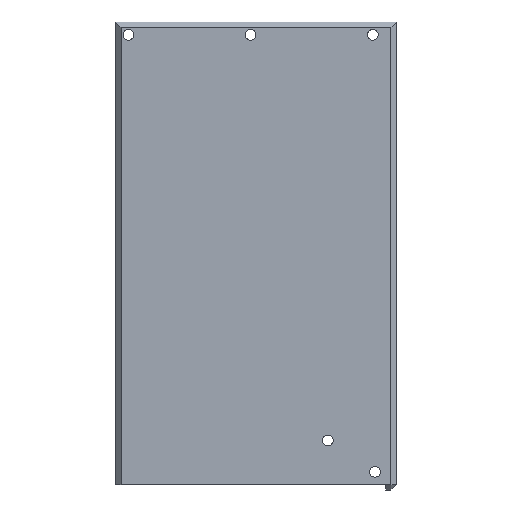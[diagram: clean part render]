
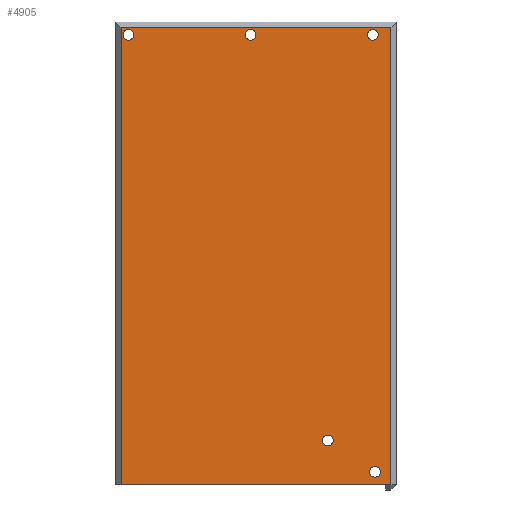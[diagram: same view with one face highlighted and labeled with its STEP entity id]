
A CAD part, front view. The second image highlights one B-rep face of the part: STEP entity #4905.
In plain terms, the highlighted planar face has unit normal (0, -1, 0).
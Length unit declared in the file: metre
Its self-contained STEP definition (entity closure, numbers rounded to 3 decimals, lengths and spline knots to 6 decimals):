
#12=CIRCLE('',#5175,0.002);
#28=CIRCLE('',#5200,0.002);
#29=CIRCLE('',#5201,0.002);
#30=CIRCLE('',#5202,0.002);
#31=CIRCLE('',#5203,0.002);
#556=ORIENTED_EDGE('',*,*,#1828,.F.);
#557=ORIENTED_EDGE('',*,*,#1830,.T.);
#558=ORIENTED_EDGE('',*,*,#1873,.T.);
#559=ORIENTED_EDGE('',*,*,#1874,.T.);
#560=ORIENTED_EDGE('',*,*,#1875,.T.);
#561=ORIENTED_EDGE('',*,*,#1876,.T.);
#562=ORIENTED_EDGE('',*,*,#1877,.F.);
#563=ORIENTED_EDGE('',*,*,#1878,.F.);
#564=ORIENTED_EDGE('',*,*,#1879,.F.);
#565=ORIENTED_EDGE('',*,*,#1880,.F.);
#1828=EDGE_CURVE('',#2453,#2453,#12,.T.);
#1830=EDGE_CURVE('',#2455,#2456,#2989,.T.);
#1873=EDGE_CURVE('',#2456,#2491,#3018,.T.);
#1874=EDGE_CURVE('',#2491,#2492,#3019,.T.);
#1875=EDGE_CURVE('',#2492,#2493,#3020,.T.);
#1876=EDGE_CURVE('',#2493,#2455,#3021,.T.);
#1877=EDGE_CURVE('',#2494,#2494,#28,.T.);
#1878=EDGE_CURVE('',#2495,#2495,#29,.T.);
#1879=EDGE_CURVE('',#2496,#2496,#30,.T.);
#1880=EDGE_CURVE('',#2497,#2497,#31,.T.);
#2453=VERTEX_POINT('',#7379);
#2455=VERTEX_POINT('',#7384);
#2456=VERTEX_POINT('',#7385);
#2491=VERTEX_POINT('',#7471);
#2492=VERTEX_POINT('',#7473);
#2493=VERTEX_POINT('',#7475);
#2494=VERTEX_POINT('',#7478);
#2495=VERTEX_POINT('',#7480);
#2496=VERTEX_POINT('',#7482);
#2497=VERTEX_POINT('',#7484);
#2989=LINE('',#7383,#3672);
#3018=LINE('',#7470,#3701);
#3019=LINE('',#7472,#3702);
#3020=LINE('',#7474,#3703);
#3021=LINE('',#7476,#3704);
#3672=VECTOR('',#5923,1.);
#3701=VECTOR('',#5996,1.);
#3702=VECTOR('',#5997,1.);
#3703=VECTOR('',#5998,1.);
#3704=VECTOR('',#5999,1.);
#4091=EDGE_LOOP('',(#556));
#4092=EDGE_LOOP('',(#557,#558,#559,#560,#561));
#4093=EDGE_LOOP('',(#562));
#4094=EDGE_LOOP('',(#563));
#4095=EDGE_LOOP('',(#564));
#4096=EDGE_LOOP('',(#565));
#4376=FACE_BOUND('',#4091,.T.);
#4377=FACE_BOUND('',#4092,.T.);
#4378=FACE_BOUND('',#4093,.T.);
#4379=FACE_BOUND('',#4094,.T.);
#4380=FACE_BOUND('',#4095,.T.);
#4381=FACE_BOUND('',#4096,.T.);
#4650=PLANE('',#5199);
#4905=ADVANCED_FACE('',(#4376,#4377,#4378,#4379,#4380,#4381),#4650,.F.);
#5175=AXIS2_PLACEMENT_3D('',#7378,#5917,#5918);
#5199=AXIS2_PLACEMENT_3D('',#7469,#5994,#5995);
#5200=AXIS2_PLACEMENT_3D('',#7477,#6000,#6001);
#5201=AXIS2_PLACEMENT_3D('',#7479,#6002,#6003);
#5202=AXIS2_PLACEMENT_3D('',#7481,#6004,#6005);
#5203=AXIS2_PLACEMENT_3D('',#7483,#6006,#6007);
#5917=DIRECTION('',(0.,-1.,0.));
#5918=DIRECTION('',(1.,0.,0.));
#5923=DIRECTION('',(1.,0.,0.));
#5994=DIRECTION('',(0.,1.,0.));
#5995=DIRECTION('',(1.,0.,0.));
#5996=DIRECTION('',(1.,0.,0.));
#5997=DIRECTION('',(0.,0.,1.));
#5998=DIRECTION('',(-1.,0.,0.));
#5999=DIRECTION('',(0.,0.,-1.));
#6000=DIRECTION('',(0.,-1.,0.));
#6001=DIRECTION('',(1.,0.,0.));
#6002=DIRECTION('',(0.,-1.,0.));
#6003=DIRECTION('',(1.,0.,0.));
#6004=DIRECTION('',(0.,-1.,0.));
#6005=DIRECTION('',(1.,0.,0.));
#6006=DIRECTION('',(0.,-1.,0.));
#6007=DIRECTION('',(1.,0.,0.));
#7378=CARTESIAN_POINT('',(0.0461,0.,-0.07965));
#7379=CARTESIAN_POINT('',(0.0481,0.,-0.07965));
#7383=CARTESIAN_POINT('',(0.,0.,-0.08435));
#7384=CARTESIAN_POINT('',(-0.048,0.,-0.08435));
#7385=CARTESIAN_POINT('',(0.05,0.,-0.08435));
#7469=CARTESIAN_POINT('',(0.,0.,0.00265));
#7470=CARTESIAN_POINT('',(0.054,0.,-0.08435));
#7471=CARTESIAN_POINT('',(0.052,0.,-0.08435));
#7472=CARTESIAN_POINT('',(0.052,0.,0.00265));
#7473=CARTESIAN_POINT('',(0.052,0.,0.085));
#7474=CARTESIAN_POINT('',(-0.05,0.,0.085));
#7475=CARTESIAN_POINT('',(-0.048,0.,0.085));
#7476=CARTESIAN_POINT('',(-0.048,0.,-0.08435));
#7477=CARTESIAN_POINT('',(0.0286,0.,-0.068));
#7478=CARTESIAN_POINT('',(0.0306,0.,-0.068));
#7479=CARTESIAN_POINT('',(0.04525,0.,0.08225));
#7480=CARTESIAN_POINT('',(0.04725,0.,0.08225));
#7481=CARTESIAN_POINT('',(0.,0.,0.08225));
#7482=CARTESIAN_POINT('',(0.002,0.,0.08225));
#7483=CARTESIAN_POINT('',(-0.04525,0.,0.08225));
#7484=CARTESIAN_POINT('',(-0.04325,0.,0.08225));
